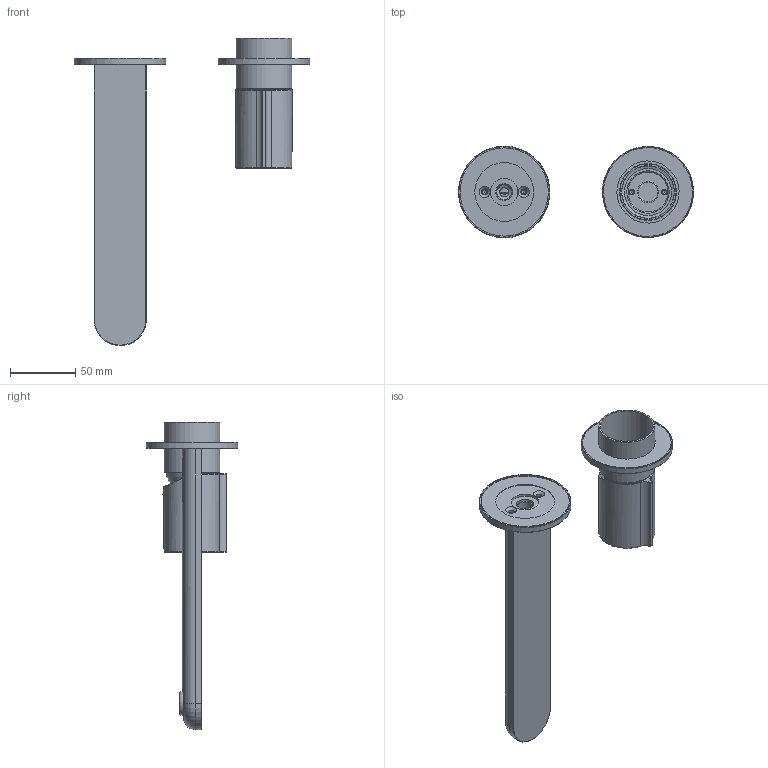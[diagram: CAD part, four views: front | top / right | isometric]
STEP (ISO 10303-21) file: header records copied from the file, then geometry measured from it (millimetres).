
FILE_DESCRIPTION(/* description */ ('Unknown'),/* implementation_level */ '2;1');
FILE_NAME(/* name */ 'GT105-00',/* time_stamp */ '2026-01-21T12:24:25+01:00',/* author */ ('Unknown'),/* organization */ ('Unknown'),/* preprocessor_version */ 'ST-DEVELOPER v20',/* originating_system */ 'Solid Edge',/* authorisation */ 'Unknown');
FILE_SCHEMA (('AUTOMOTIVE_DESIGN {1 0 10303 214 3 1 1}'));
Products named in the file (17): GT105EXT-00; AR031FL70-00_oa_0; AR031-07 rel1; GT105-002_oa_1; CB095-16; GT003-002_oa_2; gt003-002-1; gt003-002-2; gt003-002-3; gt003-002-4; GT105-03; GT105-FL70-00_oa_3; GT105-02; GT105-001_oa_4; GT105-01; GT003-08; AR131-01
Assembly tree (17 placements, depth 4):
  GT105EXT-00
    AR031FL70-00_oa_0
      AR031-07 rel1
    GT105-002_oa_1
      CB095-16  x2
      GT003-002_oa_2
        gt003-002-1
        gt003-002-2
        gt003-002-3
        gt003-002-4
      GT105-03
    GT105-FL70-00_oa_3
      GT105-02
    GT105-001_oa_4
      GT105-01
      GT003-08
    AR131-01
Bounding box: 179.87 x 70 x 235 mm (x, y, z)
Volume: 160131.6 mm3; surface area: 79927.7 mm2
Topology: 12 solids, 12 shells, 1181 faces, 3398 edges, 2229 vertices
Faces by surface type: plane 918, cylinder 118, bspline 49, torus 45, cone 43, sphere 8
Full cylindrical faces by diameter (mm): 1.8 x1, 3.242 x8, 4.5 x2, 5 x1, 6.3 x1, 7 x1, 10 x1, 11.5 x1, 12.5 x1, 13 x1, 15 x1, 15.8 x1, 16 x2, 18 x2, 18.4 x1, 20 x1, 21 x1, 21.8 x1, 22 x1, 22.7 x1, 22.917 x1, 24.3 x1, 26 x1, 30 x1, 30.376 x2, 36 x1, 37 x1, 40 x1, 40.4 x1, 42.8 x1
Entity records: 51379 total; most frequent: CARTESIAN_POINT 19163, ORIENTED_EDGE 6400, DIRECTION 5760, EDGE_CURVE 3200, LINE 2632, VECTOR 2632, VERTEX_POINT 2153, AXIS2_PLACEMENT_3D 1564
